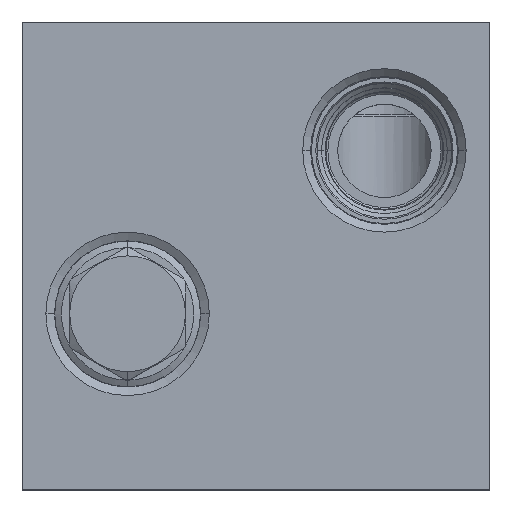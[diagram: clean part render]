
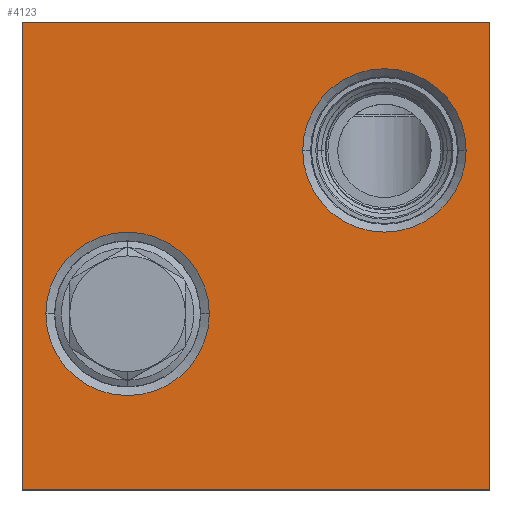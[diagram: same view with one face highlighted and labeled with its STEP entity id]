
A CAD part, top view. The second image highlights one B-rep face of the part: STEP entity #4123.
In plain terms, the highlighted planar face has unit normal (0, 0, 1).
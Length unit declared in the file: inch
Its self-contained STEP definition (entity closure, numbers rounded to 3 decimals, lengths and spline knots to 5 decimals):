
#153=DIRECTION('',(0.,-1.,0.));
#154=VECTOR('',#153,5.);
#155=CARTESIAN_POINT('',(0.,0.,6.125));
#156=LINE('',#155,#154);
#157=DIRECTION('',(-1.,0.,0.));
#158=VECTOR('',#157,5.);
#159=CARTESIAN_POINT('',(5.,0.,6.125));
#160=LINE('',#159,#158);
#161=DIRECTION('',(0.,1.,0.));
#162=VECTOR('',#161,5.);
#163=CARTESIAN_POINT('',(5.,-5.,6.125));
#164=LINE('',#163,#162);
#165=DIRECTION('',(1.,0.,0.));
#166=VECTOR('',#165,5.);
#167=CARTESIAN_POINT('',(0.,-5.,6.125));
#168=LINE('',#167,#166);
#169=CARTESIAN_POINT('',(1.125,-3.125,6.125));
#170=DIRECTION('',(0.,0.,-1.));
#171=DIRECTION('',(-1.,0.,0.));
#172=AXIS2_PLACEMENT_3D('',#169,#170,#171);
#174=CARTESIAN_POINT('',(1.125,-3.125,6.125));
#175=DIRECTION('',(0.,0.,-1.));
#176=DIRECTION('',(1.,0.,0.));
#177=AXIS2_PLACEMENT_3D('',#174,#175,#176);
#179=CARTESIAN_POINT('',(3.875,-1.375,6.125));
#180=DIRECTION('',(0.,0.,-1.));
#181=DIRECTION('',(-1.,0.,0.));
#182=AXIS2_PLACEMENT_3D('',#179,#180,#181);
#184=CARTESIAN_POINT('',(3.875,-1.375,6.125));
#185=DIRECTION('',(0.,0.,-1.));
#186=DIRECTION('',(1.,0.,0.));
#187=AXIS2_PLACEMENT_3D('',#184,#185,#186);
#3501=CARTESIAN_POINT('',(0.,0.,6.125));
#3502=CARTESIAN_POINT('',(0.,-5.,6.125));
#3503=VERTEX_POINT('',#3501);
#3504=VERTEX_POINT('',#3502);
#3505=CARTESIAN_POINT('',(5.,-5.,6.125));
#3506=VERTEX_POINT('',#3505);
#3507=CARTESIAN_POINT('',(5.,0.,6.125));
#3508=VERTEX_POINT('',#3507);
#3860=CARTESIAN_POINT('',(0.25,-3.125,6.125));
#3861=CARTESIAN_POINT('',(2.,-3.125,6.125));
#3862=VERTEX_POINT('',#3860);
#3863=VERTEX_POINT('',#3861);
#3936=CARTESIAN_POINT('',(3.,-1.375,6.125));
#3937=CARTESIAN_POINT('',(4.75,-1.375,6.125));
#3938=VERTEX_POINT('',#3936);
#3939=VERTEX_POINT('',#3937);
#4100=CARTESIAN_POINT('',(0.,0.,6.125));
#4101=DIRECTION('',(0.,0.,1.));
#4102=DIRECTION('',(1.,0.,0.));
#4103=AXIS2_PLACEMENT_3D('',#4100,#4101,#4102);
#4104=PLANE('',#4103);
#4105=ORIENTED_EDGE('',*,*,#3992,.F.);
#4106=ORIENTED_EDGE('',*,*,#4019,.F.);
#4107=ORIENTED_EDGE('',*,*,#4045,.F.);
#4108=ORIENTED_EDGE('',*,*,#4070,.F.);
#4109=EDGE_LOOP('',(#4105,#4106,#4107,#4108));
#4110=FACE_OUTER_BOUND('',#4109,.F.);
#4112=ORIENTED_EDGE('',*,*,#4111,.F.);
#4114=ORIENTED_EDGE('',*,*,#4113,.F.);
#4115=EDGE_LOOP('',(#4112,#4114));
#4116=FACE_BOUND('',#4115,.F.);
#4118=ORIENTED_EDGE('',*,*,#4117,.F.);
#4120=ORIENTED_EDGE('',*,*,#4119,.F.);
#4121=EDGE_LOOP('',(#4118,#4120));
#4122=FACE_BOUND('',#4121,.F.);
#4123=ADVANCED_FACE('',(#4110,#4116,#4122),#4104,.T.);
#173=CIRCLE('',#172,0.875);
#178=CIRCLE('',#177,0.875);
#183=CIRCLE('',#182,0.875);
#188=CIRCLE('',#187,0.875);
#3992=EDGE_CURVE('',#3503,#3504,#156,.T.);
#4019=EDGE_CURVE('',#3508,#3503,#160,.T.);
#4045=EDGE_CURVE('',#3506,#3508,#164,.T.);
#4070=EDGE_CURVE('',#3504,#3506,#168,.T.);
#4111=EDGE_CURVE('',#3862,#3863,#173,.T.);
#4113=EDGE_CURVE('',#3863,#3862,#178,.T.);
#4117=EDGE_CURVE('',#3938,#3939,#183,.T.);
#4119=EDGE_CURVE('',#3939,#3938,#188,.T.);
